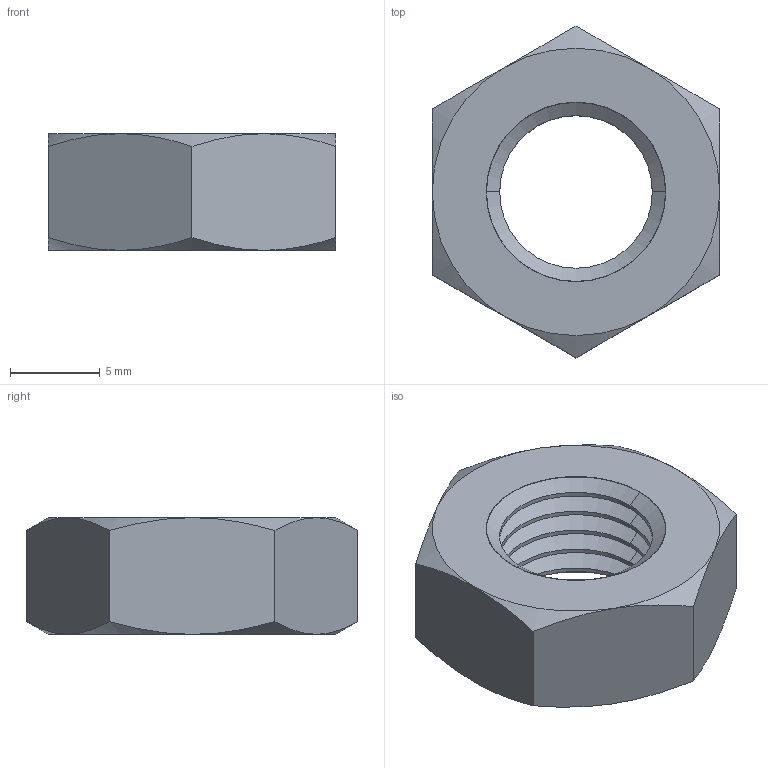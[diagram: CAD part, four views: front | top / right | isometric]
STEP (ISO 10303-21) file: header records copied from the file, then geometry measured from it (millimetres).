
FILE_DESCRIPTION (( 'STEP AP214' ), '1' );
FILE_NAME ('Nut M10 x 6.5 x 1.5 .STEP', '2025-07-06T08:35:03', ( '' ), ( '' ), 'SwSTEP 2.0', 'SolidWorks 2025', '' );
FILE_SCHEMA (( 'AUTOMOTIVE_DESIGN' ));
Length unit declared in the file: millimetre
Products named in the file (1): Nut M10 x 6.5 x 1.5 _Hexagon Nut ISO - 4034 - M10 - S
Bounding box: 16 x 18.48 x 6.5 mm (x, y, z)
Volume: 1006.5 mm3; surface area: 926 mm2
Topology: 1 solids, 1 shells, 56 faces, 116 edges, 62 vertices
Faces by surface type: cone 36, cylinder 12, plane 8
Entity records: 1568 total; most frequent: CARTESIAN_POINT 371, DIRECTION 256, ORIENTED_EDGE 232, EDGE_CURVE 116, AXIS2_PLACEMENT_3D 107, VERTEX_POINT 62, EDGE_LOOP 58, FACE_OUTER_BOUND 56
